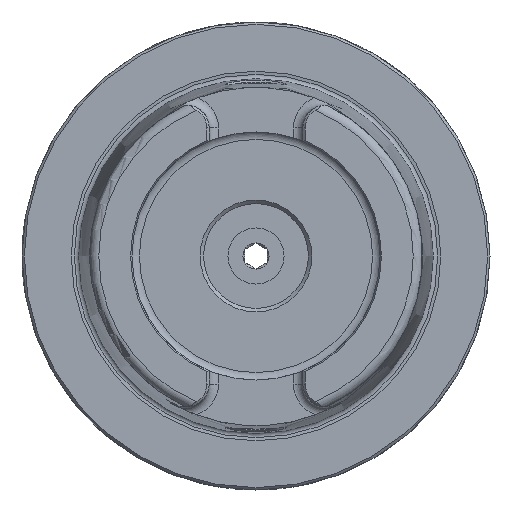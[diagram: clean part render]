
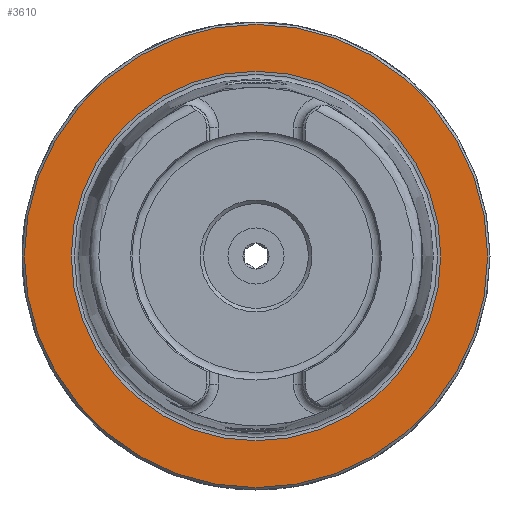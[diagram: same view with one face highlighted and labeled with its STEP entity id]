
A CAD part, left-side view. The second image highlights one B-rep face of the part: STEP entity #3610.
In plain terms, the highlighted planar face has unit normal (-1, 0, 0).
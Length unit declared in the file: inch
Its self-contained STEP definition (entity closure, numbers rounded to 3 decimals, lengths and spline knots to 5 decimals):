
#608=PLANE('',#3873);
#766=FACE_BOUND('',#1129,.T.);
#867=FACE_OUTER_BOUND('',#1128,.T.);
#1128=EDGE_LOOP('',(#2625));
#1129=EDGE_LOOP('',(#2626));
#1390=CIRCLE('',#3872,1.94882);
#1391=CIRCLE('',#3874,1.55442);
#1646=VERTEX_POINT('',#6700);
#1647=VERTEX_POINT('',#6703);
#2026=EDGE_CURVE('',#1646,#1646,#1390,.T.);
#2027=EDGE_CURVE('',#1647,#1647,#1391,.T.);
#2625=ORIENTED_EDGE('',*,*,#2026,.F.);
#2626=ORIENTED_EDGE('',*,*,#2027,.T.);
#3610=ADVANCED_FACE('',(#867,#766),#608,.T.);
#3872=AXIS2_PLACEMENT_3D('',#6701,#4389,#4390);
#3873=AXIS2_PLACEMENT_3D('',#6702,#4391,#4392);
#3874=AXIS2_PLACEMENT_3D('',#6704,#4393,#4394);
#4389=DIRECTION('center_axis',(1.,0.,0.));
#4390=DIRECTION('ref_axis',(0.,-1.,0.));
#4391=DIRECTION('center_axis',(-1.,0.,0.));
#4392=DIRECTION('ref_axis',(0.,0.,1.));
#4393=DIRECTION('center_axis',(1.,0.,0.));
#4394=DIRECTION('ref_axis',(0.,1.,0.));
#6700=CARTESIAN_POINT('',(0.,1.94882,0.));
#6701=CARTESIAN_POINT('Origin',(0.,0.,0.));
#6702=CARTESIAN_POINT('Origin',(0.,0.98425,0.));
#6703=CARTESIAN_POINT('',(0.,1.55442,0.));
#6704=CARTESIAN_POINT('Origin',(0.,0.,0.));
